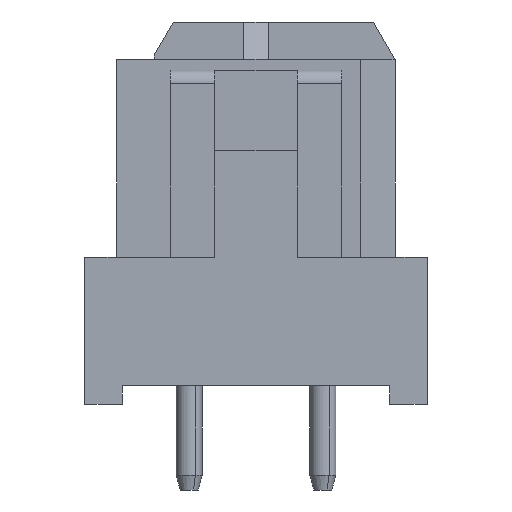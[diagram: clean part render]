
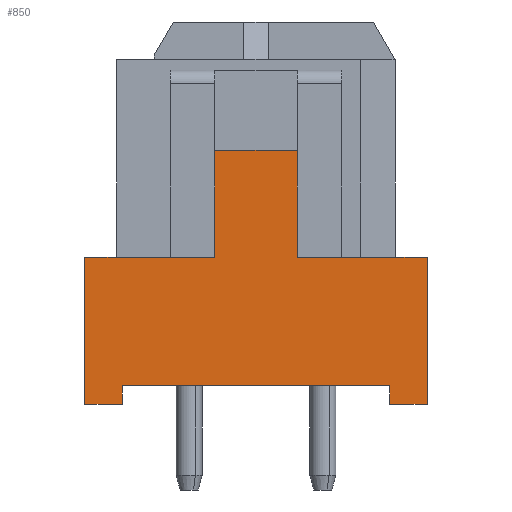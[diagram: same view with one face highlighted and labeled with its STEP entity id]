
A CAD part, front view. The second image highlights one B-rep face of the part: STEP entity #850.
In plain terms, the highlighted planar face has unit normal (0, -1, 0).
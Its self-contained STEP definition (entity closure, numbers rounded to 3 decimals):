
#752=AXIS2_PLACEMENT_3D('Plane Axis2P3D',#749,#750,#751) ;
#520=CARTESIAN_POINT('Vertex',(0.,1.5,8.7)) ;
#523=CARTESIAN_POINT('Line Origine',(1.6,1.5,8.7)) ;
#527=CARTESIAN_POINT('Vertex',(3.2,1.5,8.7)) ;
#592=CARTESIAN_POINT('Line Origine',(11.2,1.5,8.7)) ;
#596=CARTESIAN_POINT('Vertex',(9.6,1.5,8.7)) ;
#598=CARTESIAN_POINT('Vertex',(12.8,1.5,8.7)) ;
#749=CARTESIAN_POINT('Axis2P3D Location',(0.,1.5,0.)) ;
#754=CARTESIAN_POINT('Line Origine',(12.1,1.5,3.2)) ;
#758=CARTESIAN_POINT('Vertex',(11.4,1.5,3.2)) ;
#760=CARTESIAN_POINT('Vertex',(12.8,1.5,3.2)) ;
#763=CARTESIAN_POINT('Line Origine',(12.8,1.5,5.95)) ;
#768=CARTESIAN_POINT('Line Origine',(8.775,1.5,8.7)) ;
#772=CARTESIAN_POINT('Vertex',(7.95,1.5,8.7)) ;
#775=CARTESIAN_POINT('Line Origine',(7.95,1.5,10.931)) ;
#779=CARTESIAN_POINT('Vertex',(7.95,1.5,13.162)) ;
#782=CARTESIAN_POINT('Line Origine',(6.4,1.5,13.162)) ;
#786=CARTESIAN_POINT('Vertex',(4.85,1.5,13.162)) ;
#789=CARTESIAN_POINT('Line Origine',(4.85,1.5,10.931)) ;
#793=CARTESIAN_POINT('Vertex',(4.85,1.5,8.7)) ;
#796=CARTESIAN_POINT('Line Origine',(4.025,1.5,8.7)) ;
#801=CARTESIAN_POINT('Line Origine',(0.,1.5,5.95)) ;
#805=CARTESIAN_POINT('Vertex',(0.,1.5,3.2)) ;
#808=CARTESIAN_POINT('Line Origine',(0.7,1.5,3.2)) ;
#812=CARTESIAN_POINT('Vertex',(1.4,1.5,3.2)) ;
#815=CARTESIAN_POINT('Line Origine',(1.4,1.5,3.55)) ;
#819=CARTESIAN_POINT('Vertex',(1.4,1.5,3.9)) ;
#822=CARTESIAN_POINT('Line Origine',(6.4,1.5,3.9)) ;
#826=CARTESIAN_POINT('Vertex',(11.4,1.5,3.9)) ;
#829=CARTESIAN_POINT('Line Origine',(11.4,1.5,3.55)) ;
#524=DIRECTION('Vector Direction',(1.,0.,0.)) ;
#593=DIRECTION('Vector Direction',(1.,0.,0.)) ;
#750=DIRECTION('Axis2P3D Direction',(0.,-1.,0.)) ;
#751=DIRECTION('Axis2P3D XDirection',(1.,0.,0.)) ;
#755=DIRECTION('Vector Direction',(1.,0.,0.)) ;
#764=DIRECTION('Vector Direction',(0.,0.,1.)) ;
#769=DIRECTION('Vector Direction',(1.,0.,0.)) ;
#776=DIRECTION('Vector Direction',(0.,0.,1.)) ;
#783=DIRECTION('Vector Direction',(1.,0.,0.)) ;
#790=DIRECTION('Vector Direction',(0.,0.,1.)) ;
#797=DIRECTION('Vector Direction',(1.,0.,0.)) ;
#802=DIRECTION('Vector Direction',(0.,0.,1.)) ;
#809=DIRECTION('Vector Direction',(1.,0.,0.)) ;
#816=DIRECTION('Vector Direction',(0.,0.,1.)) ;
#823=DIRECTION('Vector Direction',(-1.,0.,0.)) ;
#830=DIRECTION('Vector Direction',(0.,0.,1.)) ;
#525=VECTOR('Line Direction',#524,1.) ;
#594=VECTOR('Line Direction',#593,1.) ;
#756=VECTOR('Line Direction',#755,1.) ;
#765=VECTOR('Line Direction',#764,1.) ;
#770=VECTOR('Line Direction',#769,1.) ;
#777=VECTOR('Line Direction',#776,1.) ;
#784=VECTOR('Line Direction',#783,1.) ;
#791=VECTOR('Line Direction',#790,1.) ;
#798=VECTOR('Line Direction',#797,1.) ;
#803=VECTOR('Line Direction',#802,1.) ;
#810=VECTOR('Line Direction',#809,1.) ;
#817=VECTOR('Line Direction',#816,1.) ;
#824=VECTOR('Line Direction',#823,1.) ;
#831=VECTOR('Line Direction',#830,1.) ;
#835=ORIENTED_EDGE('',*,*,#762,.T.) ;
#836=ORIENTED_EDGE('',*,*,#767,.T.) ;
#837=ORIENTED_EDGE('',*,*,#600,.F.) ;
#838=ORIENTED_EDGE('',*,*,#774,.F.) ;
#839=ORIENTED_EDGE('',*,*,#781,.F.) ;
#840=ORIENTED_EDGE('',*,*,#788,.F.) ;
#841=ORIENTED_EDGE('',*,*,#795,.T.) ;
#842=ORIENTED_EDGE('',*,*,#800,.F.) ;
#843=ORIENTED_EDGE('',*,*,#529,.F.) ;
#844=ORIENTED_EDGE('',*,*,#807,.F.) ;
#845=ORIENTED_EDGE('',*,*,#814,.T.) ;
#846=ORIENTED_EDGE('',*,*,#821,.T.) ;
#847=ORIENTED_EDGE('',*,*,#828,.F.) ;
#848=ORIENTED_EDGE('',*,*,#833,.F.) ;
#850=ADVANCED_FACE('Hauptkoerper',(#849),#753,.T.) ;
#529=EDGE_CURVE('',#521,#528,#526,.T.) ;
#600=EDGE_CURVE('',#597,#599,#595,.T.) ;
#762=EDGE_CURVE('',#759,#761,#757,.T.) ;
#767=EDGE_CURVE('',#761,#599,#766,.T.) ;
#774=EDGE_CURVE('',#773,#597,#771,.T.) ;
#781=EDGE_CURVE('',#780,#773,#778,.F.) ;
#788=EDGE_CURVE('',#787,#780,#785,.T.) ;
#795=EDGE_CURVE('',#787,#794,#792,.F.) ;
#800=EDGE_CURVE('',#528,#794,#799,.T.) ;
#807=EDGE_CURVE('',#806,#521,#804,.T.) ;
#814=EDGE_CURVE('',#806,#813,#811,.T.) ;
#821=EDGE_CURVE('',#813,#820,#818,.T.) ;
#828=EDGE_CURVE('',#827,#820,#825,.T.) ;
#833=EDGE_CURVE('',#759,#827,#832,.T.) ;
#834=EDGE_LOOP('',(#835,#836,#837,#838,#839,#840,#841,#842,#843,#844,#845,#846,#847,#848)) ;
#849=FACE_OUTER_BOUND('',#834,.T.) ;
#526=LINE('Line',#523,#525) ;
#595=LINE('Line',#592,#594) ;
#757=LINE('Line',#754,#756) ;
#766=LINE('Line',#763,#765) ;
#771=LINE('Line',#768,#770) ;
#778=LINE('Line',#775,#777) ;
#785=LINE('Line',#782,#784) ;
#792=LINE('Line',#789,#791) ;
#799=LINE('Line',#796,#798) ;
#804=LINE('Line',#801,#803) ;
#811=LINE('Line',#808,#810) ;
#818=LINE('Line',#815,#817) ;
#825=LINE('Line',#822,#824) ;
#832=LINE('Line',#829,#831) ;
#753=PLANE('',#752) ;
#521=VERTEX_POINT('',#520) ;
#528=VERTEX_POINT('',#527) ;
#597=VERTEX_POINT('',#596) ;
#599=VERTEX_POINT('',#598) ;
#759=VERTEX_POINT('',#758) ;
#761=VERTEX_POINT('',#760) ;
#773=VERTEX_POINT('',#772) ;
#780=VERTEX_POINT('',#779) ;
#787=VERTEX_POINT('',#786) ;
#794=VERTEX_POINT('',#793) ;
#806=VERTEX_POINT('',#805) ;
#813=VERTEX_POINT('',#812) ;
#820=VERTEX_POINT('',#819) ;
#827=VERTEX_POINT('',#826) ;
